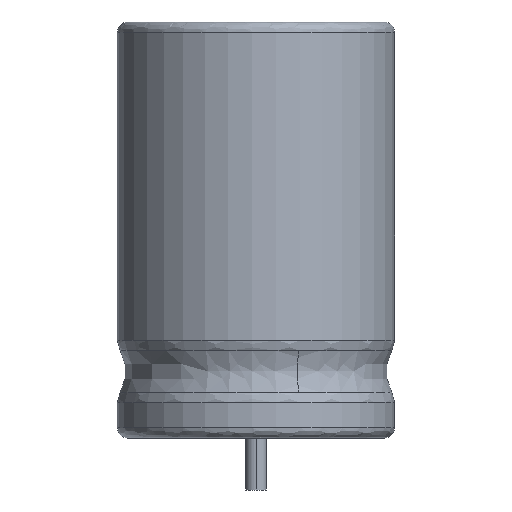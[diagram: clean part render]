
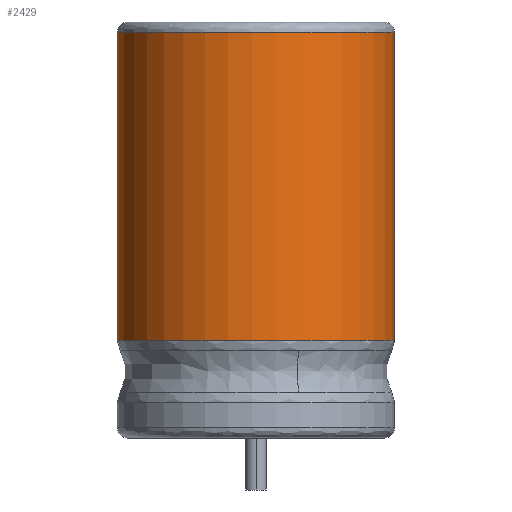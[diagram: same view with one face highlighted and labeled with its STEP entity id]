
A CAD part, left-side view. The second image highlights one B-rep face of the part: STEP entity #2429.
In plain terms, the highlighted cylindrical face has radius 4 mm (diameter 8 mm), a partial arc.
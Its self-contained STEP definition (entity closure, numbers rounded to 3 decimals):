
#11 = DIRECTION ( 'NONE',  ( 0., 0., 1. ) ) ;
#264 = VERTEX_POINT ( 'NONE', #3778 ) ;
#350 = VECTOR ( 'NONE', #2800, 1000. ) ;
#390 = EDGE_CURVE ( 'NONE', #264, #2908, #3744, .T. ) ;
#437 = AXIS2_PLACEMENT_3D ( 'NONE', #2290, #502, #3544 ) ;
#502 = DIRECTION ( 'NONE',  ( 0., 0., -1. ) ) ;
#859 = CIRCLE ( 'NONE', #3946, 4. ) ;
#925 = VERTEX_POINT ( 'NONE', #2891 ) ;
#944 = EDGE_CURVE ( 'NONE', #925, #264, #1134, .T. ) ;
#970 = ORIENTED_EDGE ( 'NONE', *, *, #2517, .T. ) ;
#1131 = DIRECTION ( 'NONE',  ( 0., 0., 1. ) ) ;
#1134 = CIRCLE ( 'NONE', #437, 4. ) ;
#1276 = CARTESIAN_POINT ( 'NONE',  ( 3.759, 1.368, -1.661 ) ) ;
#1304 = ORIENTED_EDGE ( 'NONE', *, *, #2381, .F. ) ;
#1644 = CARTESIAN_POINT ( 'NONE',  ( 3.759, -1.368, -1.661 ) ) ;
#1656 = DIRECTION ( 'NONE',  ( 1., 0., 0. ) ) ;
#1702 = VECTOR ( 'NONE', #2837, 1000. ) ;
#1726 = ORIENTED_EDGE ( 'NONE', *, *, #390, .T. ) ;
#1952 = CARTESIAN_POINT ( 'NONE',  ( 3.759, 1.368, 1.566 ) ) ;
#2290 = CARTESIAN_POINT ( 'NONE',  ( 0., 0., 7.221 ) ) ;
#2381 = EDGE_CURVE ( 'NONE', #925, #3280, #2844, .T. ) ;
#2429 = ADVANCED_FACE ( 'NONE', ( #2896 ), #2636, .T. ) ;
#2441 = CARTESIAN_POINT ( 'NONE',  ( 0., 0., -1.661 ) ) ;
#2517 = EDGE_CURVE ( 'NONE', #2908, #3280, #859, .T. ) ;
#2636 = CYLINDRICAL_SURFACE ( 'NONE', #3873, 4. ) ;
#2800 = DIRECTION ( 'NONE',  ( 0., 0., -1. ) ) ;
#2836 = EDGE_LOOP ( 'NONE', ( #3126, #1726, #970, #1304 ) ) ;
#2837 = DIRECTION ( 'NONE',  ( 0., 0., -1. ) ) ;
#2844 = LINE ( 'NONE', #3795, #350 ) ;
#2891 = CARTESIAN_POINT ( 'NONE',  ( 3.759, -1.368, 7.221 ) ) ;
#2896 = FACE_OUTER_BOUND ( 'NONE', #2836, .T. ) ;
#2908 = VERTEX_POINT ( 'NONE', #1276 ) ;
#3126 = ORIENTED_EDGE ( 'NONE', *, *, #944, .T. ) ;
#3159 = CARTESIAN_POINT ( 'NONE',  ( 0., 0., 2.841 ) ) ;
#3280 = VERTEX_POINT ( 'NONE', #1644 ) ;
#3544 = DIRECTION ( 'NONE',  ( 1., 0., 0. ) ) ;
#3665 = DIRECTION ( 'NONE',  ( 1., 0., 0. ) ) ;
#3744 = LINE ( 'NONE', #1952, #1702 ) ;
#3778 = CARTESIAN_POINT ( 'NONE',  ( 3.759, 1.368, 7.221 ) ) ;
#3795 = CARTESIAN_POINT ( 'NONE',  ( 3.759, -1.368, 1.566 ) ) ;
#3873 = AXIS2_PLACEMENT_3D ( 'NONE', #3159, #1131, #1656 ) ;
#3946 = AXIS2_PLACEMENT_3D ( 'NONE', #2441, #11, #3665 ) ;
